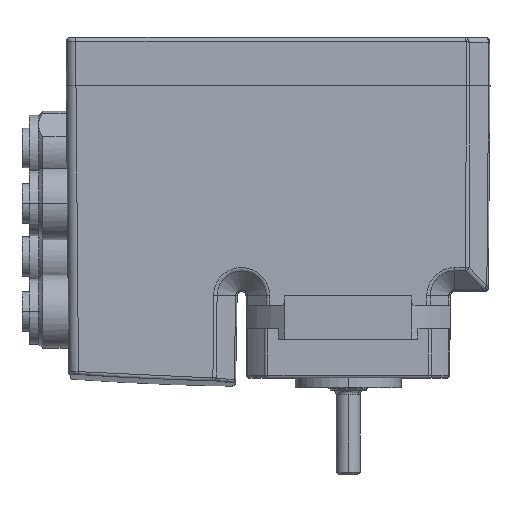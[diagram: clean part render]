
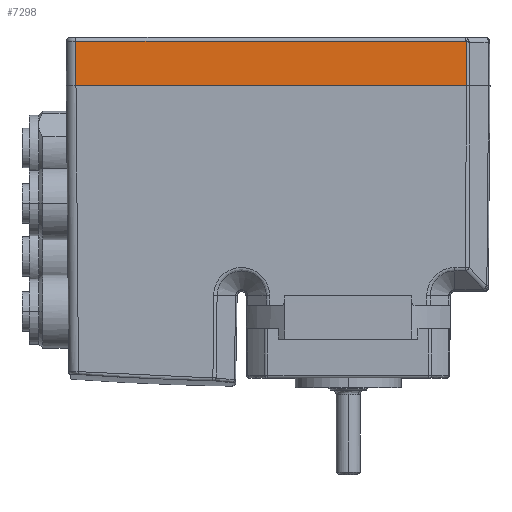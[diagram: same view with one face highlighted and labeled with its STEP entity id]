
A CAD part, top view. The second image highlights one B-rep face of the part: STEP entity #7298.
In plain terms, the highlighted planar face has unit normal (0, 0.009, 1).
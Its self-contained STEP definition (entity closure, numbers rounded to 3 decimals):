
#70 = VECTOR ( 'NONE', #6985, 1000. ) ;
#567 = CARTESIAN_POINT ( 'NONE',  ( 24.222, 52.707, 21.437 ) ) ;
#1015 = DIRECTION ( 'NONE',  ( -1., 0., 0. ) ) ;
#1084 = VERTEX_POINT ( 'NONE', #1574 ) ;
#1110 = EDGE_CURVE ( 'NONE', #9113, #1152, #2502, .T. ) ;
#1152 = VERTEX_POINT ( 'NONE', #1720 ) ;
#1551 = VECTOR ( 'NONE', #4076, 1000. ) ;
#1574 = CARTESIAN_POINT ( 'NONE',  ( 24.452, 43.5, 21.517 ) ) ;
#1720 = CARTESIAN_POINT ( 'NONE',  ( -56.38, 43.5, 21.53 ) ) ;
#2180 = EDGE_CURVE ( 'NONE', #1084, #4791, #6447, .T. ) ;
#2296 = CARTESIAN_POINT ( 'NONE',  ( 24.222, 52.707, 21.437 ) ) ;
#2502 = B_SPLINE_CURVE_WITH_KNOTS ( 'NONE', 3,
 ( #8061, #3232, #4133, #5654 ),
 .UNSPECIFIED., .F., .F.,
 ( 4, 4 ),
 ( 0., 1. ),
 .UNSPECIFIED. ) ;
#3181 = CARTESIAN_POINT ( 'NONE',  ( 24.365, 52.688, 21.437 ) ) ;
#3232 = CARTESIAN_POINT ( 'NONE',  ( -56.38, 49.638, 21.476 ) ) ;
#3250 = ORIENTED_EDGE ( 'NONE', *, *, #2180, .T. ) ;
#3471 = LINE ( 'NONE', #9257, #7867 ) ;
#3891 = LINE ( 'NONE', #567, #70 ) ;
#4076 = DIRECTION ( 'NONE',  ( -0.004, 1., -0.009 ) ) ;
#4133 = CARTESIAN_POINT ( 'NONE',  ( -56.38, 46.569, 21.503 ) ) ;
#4200 = CARTESIAN_POINT ( 'NONE',  ( -56.38, 43.5, 21.53 ) ) ;
#4340 = ORIENTED_EDGE ( 'NONE', *, *, #9783, .T. ) ;
#4377 = EDGE_LOOP ( 'NONE', ( #8655, #10348, #3250, #5830, #4340 ) ) ;
#4414 = AXIS2_PLACEMENT_3D ( 'NONE', #4200, #8902, #9946 ) ;
#4739 = CARTESIAN_POINT ( 'NONE',  ( 24.419, 52.65, 21.437 ) ) ;
#4791 = VERTEX_POINT ( 'NONE', #9824 ) ;
#5654 = CARTESIAN_POINT ( 'NONE',  ( -56.38, 43.5, 21.53 ) ) ;
#5830 = ORIENTED_EDGE ( 'NONE', *, *, #8370, .T. ) ;
#6148 = EDGE_CURVE ( 'NONE', #1084, #1152, #3471, .T. ) ;
#6352 = CARTESIAN_POINT ( 'NONE',  ( 24.222, 52.707, 21.437 ) ) ;
#6447 = LINE ( 'NONE', #8895, #1551 ) ;
#6581 = FACE_OUTER_BOUND ( 'NONE', #4377, .T. ) ;
#6889 = CARTESIAN_POINT ( 'NONE',  ( -56.38, 52.707, 21.449 ) ) ;
#6985 = DIRECTION ( 'NONE',  ( -1., 0., 0. ) ) ;
#7298 = ADVANCED_FACE ( 'NONE', ( #6581 ), #9019, .T. ) ;
#7867 = VECTOR ( 'NONE', #1015, 1000. ) ;
#8061 = CARTESIAN_POINT ( 'NONE',  ( -56.38, 52.707, 21.449 ) ) ;
#8370 = EDGE_CURVE ( 'NONE', #4791, #9945, #10119, .T. ) ;
#8655 = ORIENTED_EDGE ( 'NONE', *, *, #1110, .T. ) ;
#8895 = CARTESIAN_POINT ( 'NONE',  ( 24.452, 43.5, 21.517 ) ) ;
#8902 = DIRECTION ( 'NONE',  ( 0., 0.009, 1. ) ) ;
#9019 = PLANE ( 'NONE',  #4414 ) ;
#9113 = VERTEX_POINT ( 'NONE', #6889 ) ;
#9257 = CARTESIAN_POINT ( 'NONE',  ( 24.452, 43.5, 21.517 ) ) ;
#9783 = EDGE_CURVE ( 'NONE', #9945, #9113, #3891, .T. ) ;
#9824 = CARTESIAN_POINT ( 'NONE',  ( 24.419, 52.65, 21.437 ) ) ;
#9945 = VERTEX_POINT ( 'NONE', #6352 ) ;
#9946 = DIRECTION ( 'NONE',  ( 0., -1., 0.009 ) ) ;
#10119 = B_SPLINE_CURVE_WITH_KNOTS ( 'NONE', 3,
 ( #4739, #3181, #10469, #2296 ),
 .UNSPECIFIED., .F., .F.,
 ( 4, 4 ),
 ( 0., 1. ),
 .UNSPECIFIED. ) ;
#10348 = ORIENTED_EDGE ( 'NONE', *, *, #6148, .F. ) ;
#10469 = CARTESIAN_POINT ( 'NONE',  ( 24.299, 52.707, 21.437 ) ) ;
